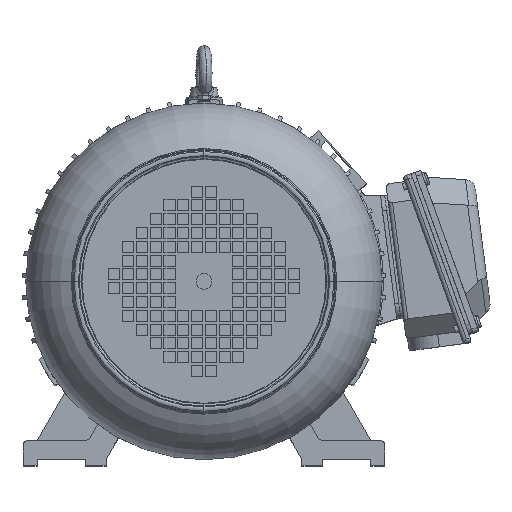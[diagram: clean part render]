
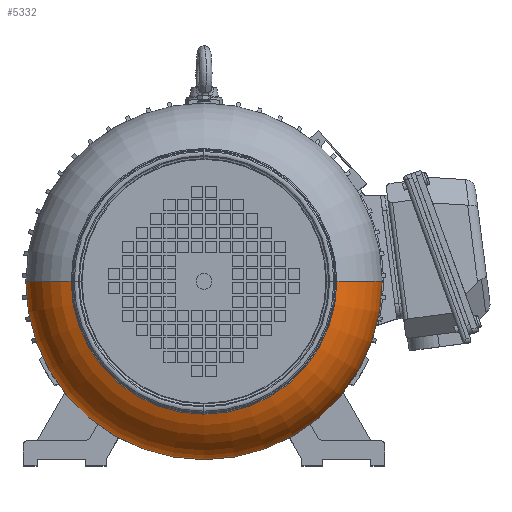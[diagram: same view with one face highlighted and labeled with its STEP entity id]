
A CAD part, top view. The second image highlights one B-rep face of the part: STEP entity #5332.
In plain terms, the highlighted toroidal (fillet/blend) face has major radius 78 mm and minor radius 51.2 mm.
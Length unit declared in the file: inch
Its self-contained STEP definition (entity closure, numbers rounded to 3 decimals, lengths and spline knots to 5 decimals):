
#947 = DIRECTION ( 'NONE',  ( 0., -1., 0. ) ) ;
#3167 = DIRECTION ( 'NONE',  ( 0., 0., -1. ) ) ;
#5332 = ADVANCED_FACE ( 'NONE', ( #59463 ), #25359, .T. ) ;
#6342 = EDGE_LOOP ( 'NONE', ( #55199, #40981, #37025, #10704 ) ) ;
#7911 = EDGE_CURVE ( 'NONE', #14074, #22406, #49451, .T. ) ;
#10516 = AXIS2_PLACEMENT_3D ( 'NONE', #39180, #52161, #37911 ) ;
#10704 = ORIENTED_EDGE ( 'NONE', *, *, #42494, .F. ) ;
#11679 = CARTESIAN_POINT ( 'NONE',  ( -2.48345, 0.92337, 6.98622 ) ) ;
#11967 = AXIS2_PLACEMENT_3D ( 'NONE', #20023, #53567, #24856 ) ;
#13458 = VERTEX_POINT ( 'NONE', #18707 ) ;
#14074 = VERTEX_POINT ( 'NONE', #36569 ) ;
#17234 = CIRCLE ( 'NONE', #10516, 5.08661 ) ;
#17591 = CARTESIAN_POINT ( 'NONE',  ( -2.48345, 0.92337, 8.86858 ) ) ;
#17938 = EDGE_CURVE ( 'NONE', #13458, #32567, #48858, .T. ) ;
#18707 = CARTESIAN_POINT ( 'NONE',  ( 1.3085, 0.92337, 8.86858 ) ) ;
#19371 = DIRECTION ( 'NONE',  ( 0., 0., -1. ) ) ;
#20023 = CARTESIAN_POINT ( 'NONE',  ( 0.58742, 0.92337, 6.98622 ) ) ;
#20777 = CARTESIAN_POINT ( 'NONE',  ( 2.60317, 0.92337, 6.98622 ) ) ;
#21539 = DIRECTION ( 'NONE',  ( -1., 0., 0. ) ) ;
#22406 = VERTEX_POINT ( 'NONE', #27161 ) ;
#24856 = DIRECTION ( 'NONE',  ( -1., 0., 0. ) ) ;
#25359 = TOROIDAL_SURFACE ( 'NONE', #42526, 3.07087, 2.01575 ) ;
#26838 = DIRECTION ( 'NONE',  ( 0., 1., 0. ) ) ;
#27161 = CARTESIAN_POINT ( 'NONE',  ( -7.57006, 0.92337, 6.98622 ) ) ;
#32567 = VERTEX_POINT ( 'NONE', #20777 ) ;
#36569 = CARTESIAN_POINT ( 'NONE',  ( -6.27539, 0.92337, 8.86858 ) ) ;
#37025 = ORIENTED_EDGE ( 'NONE', *, *, #7911, .T. ) ;
#37911 = DIRECTION ( 'NONE',  ( -1., 0., 0. ) ) ;
#39180 = CARTESIAN_POINT ( 'NONE',  ( -2.48345, 0.92337, 6.98622 ) ) ;
#40981 = ORIENTED_EDGE ( 'NONE', *, *, #46766, .T. ) ;
#42359 = CIRCLE ( 'NONE', #59723, 3.79194 ) ;
#42494 = EDGE_CURVE ( 'NONE', #32567, #22406, #17234, .T. ) ;
#42526 = AXIS2_PLACEMENT_3D ( 'NONE', #11679, #50248, #21539 ) ;
#46766 = EDGE_CURVE ( 'NONE', #13458, #14074, #42359, .T. ) ;
#47805 = AXIS2_PLACEMENT_3D ( 'NONE', #58343, #947, #19371 ) ;
#48858 = CIRCLE ( 'NONE', #11967, 2.01575 ) ;
#49451 = CIRCLE ( 'NONE', #47805, 2.01575 ) ;
#50248 = DIRECTION ( 'NONE',  ( 0., 0., -1. ) ) ;
#52161 = DIRECTION ( 'NONE',  ( 0., 0., -1. ) ) ;
#53567 = DIRECTION ( 'NONE',  ( 0., 1., 0. ) ) ;
#55199 = ORIENTED_EDGE ( 'NONE', *, *, #17938, .F. ) ;
#58343 = CARTESIAN_POINT ( 'NONE',  ( -5.55431, 0.92337, 6.98622 ) ) ;
#59463 = FACE_OUTER_BOUND ( 'NONE', #6342, .T. ) ;
#59723 = AXIS2_PLACEMENT_3D ( 'NONE', #17591, #3167, #26838 ) ;
